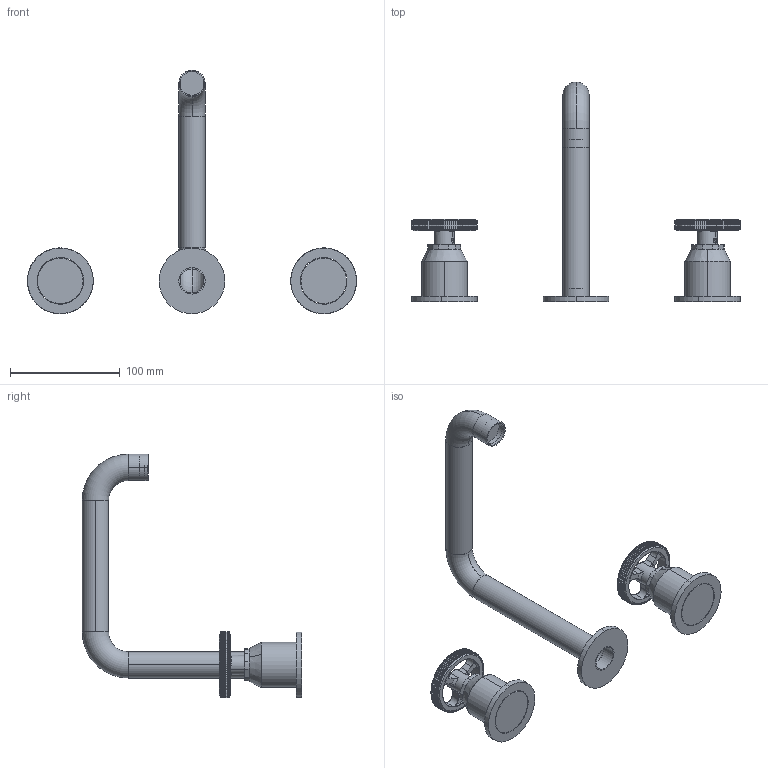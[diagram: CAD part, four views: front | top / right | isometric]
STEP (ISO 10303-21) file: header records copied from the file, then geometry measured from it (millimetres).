
FILE_DESCRIPTION (( 'STEP AP214' ), '1' );
FILE_NAME ('33037.STEP', '2025-08-04T09:18:47', ( '' ), ( '' ), 'SwSTEP 2.0', 'SolidWorks 2018', '' );
FILE_SCHEMA (( 'AUTOMOTIVE_DESIGN' ));
Length unit declared in the file: millimetre
Products named in the file (7): 912; Rosone per bocca 33037; 941; maniglia_5; ghiera premicartuccia incassio; 33037; contenitore cart. diam.35
Assembly tree (10 placements, depth 2):
  33037
    contenitore cart. diam.35  x2
    912  x2
    ghiera premicartuccia incassio  x2
    maniglia_5  x2
    941
    Rosone per bocca 33037
Bounding box: 299.99 x 200 x 222 mm (x, y, z)
Volume: 197614.3 mm3; surface area: 115181.7 mm2
Topology: 10 solids, 10 shells, 810 faces, 2286 edges, 1488 vertices
Faces by surface type: cylinder 426, cone 220, plane 88, torus 60, sphere 12, bspline 4
Entity records: 17528 total; most frequent: CARTESIAN_POINT 6056, DIRECTION 2564, ORIENTED_EDGE 2368, AXIS2_PLACEMENT_3D 1193, EDGE_CURVE 1184, VERTEX_POINT 775, CIRCLE 757, EDGE_LOOP 441
